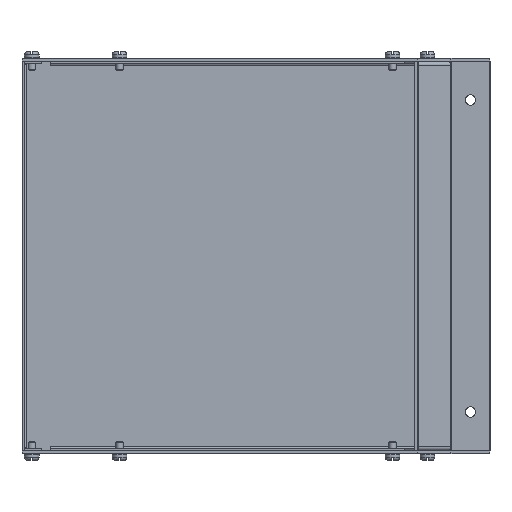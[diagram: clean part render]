
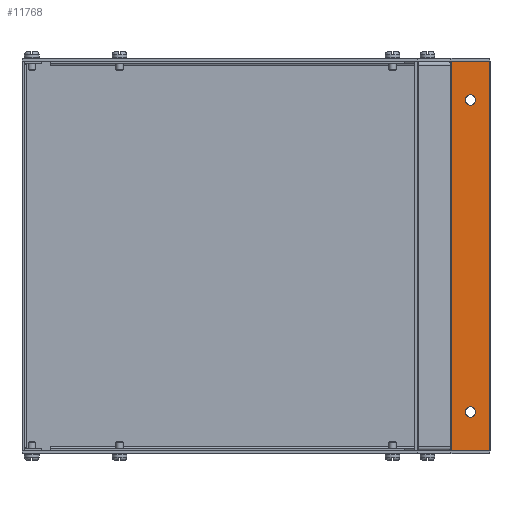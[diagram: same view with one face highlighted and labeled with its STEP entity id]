
A CAD part, front view. The second image highlights one B-rep face of the part: STEP entity #11768.
In plain terms, the highlighted planar face has unit normal (0, -1, 0).
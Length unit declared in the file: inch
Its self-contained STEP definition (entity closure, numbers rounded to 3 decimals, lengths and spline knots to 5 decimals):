
#27 = DIRECTION ( 'NONE',  ( 0., 1., 0. ) ) ;
#242 = CARTESIAN_POINT ( 'NONE',  ( 6.56118, -4.14382, -9. ) ) ;
#312 = EDGE_CURVE ( 'NONE', #10088, #13826, #10258, .T. ) ;
#407 = FACE_BOUND ( 'NONE', #11483, .T. ) ;
#439 = ORIENTED_EDGE ( 'NONE', *, *, #9130, .T. ) ;
#791 = LINE ( 'NONE', #4414, #10933 ) ;
#1307 = CARTESIAN_POINT ( 'NONE',  ( 6.29518, -4.14382, -9. ) ) ;
#1446 = CARTESIAN_POINT ( 'NONE',  ( 6.42818, -4.14382, -1. ) ) ;
#1725 = VECTOR ( 'NONE', #9314, 39.37008 ) ;
#2174 = CARTESIAN_POINT ( 'NONE',  ( 3.72218, -4.14382, -10. ) ) ;
#2282 = DIRECTION ( 'NONE',  ( -1., 0., 0. ) ) ;
#2528 = CARTESIAN_POINT ( 'NONE',  ( 6.42818, -4.14382, -1. ) ) ;
#2990 = VERTEX_POINT ( 'NONE', #3946 ) ;
#3009 = CARTESIAN_POINT ( 'NONE',  ( 6.56118, -4.14382, -1. ) ) ;
#3281 = LINE ( 'NONE', #13156, #4316 ) ;
#3489 = CARTESIAN_POINT ( 'NONE',  ( 6.42818, -4.14382, -9. ) ) ;
#3915 = VERTEX_POINT ( 'NONE', #3009 ) ;
#3946 = CARTESIAN_POINT ( 'NONE',  ( 6.92818, -4.14382, -10. ) ) ;
#4316 = VECTOR ( 'NONE', #13084, 39.37008 ) ;
#4342 = EDGE_LOOP ( 'NONE', ( #13777, #4720, #439, #6904 ) ) ;
#4414 = CARTESIAN_POINT ( 'NONE',  ( 3.72218, -4.14382, 0. ) ) ;
#4518 = EDGE_LOOP ( 'NONE', ( #6671, #5122 ) ) ;
#4557 = DIRECTION ( 'NONE',  ( -1., 0., 0. ) ) ;
#4720 = ORIENTED_EDGE ( 'NONE', *, *, #12492, .T. ) ;
#5122 = ORIENTED_EDGE ( 'NONE', *, *, #6104, .T. ) ;
#5313 = PLANE ( 'NONE',  #13822 ) ;
#5472 = DIRECTION ( 'NONE',  ( -1., 0., 0. ) ) ;
#5994 = CARTESIAN_POINT ( 'NONE',  ( 5.94168, -4.14382, 0. ) ) ;
#6104 = EDGE_CURVE ( 'NONE', #3915, #14027, #14458, .T. ) ;
#6431 = DIRECTION ( 'NONE',  ( -1., 0., 0. ) ) ;
#6671 = ORIENTED_EDGE ( 'NONE', *, *, #13189, .T. ) ;
#6677 = DIRECTION ( 'NONE',  ( 0., -1., 0. ) ) ;
#6904 = ORIENTED_EDGE ( 'NONE', *, *, #8298, .T. ) ;
#6905 = CARTESIAN_POINT ( 'NONE',  ( 5.94168, -4.14382, -10. ) ) ;
#7110 = DIRECTION ( 'NONE',  ( 0., 1., 0. ) ) ;
#7895 = CARTESIAN_POINT ( 'NONE',  ( 3.72218, -4.14382, 0. ) ) ;
#8298 = EDGE_CURVE ( 'NONE', #10138, #9205, #8494, .T. ) ;
#8387 = VECTOR ( 'NONE', #14591, 39.37008 ) ;
#8494 = LINE ( 'NONE', #5994, #8387 ) ;
#9085 = FACE_OUTER_BOUND ( 'NONE', #4342, .T. ) ;
#9130 = EDGE_CURVE ( 'NONE', #10001, #10138, #791, .T. ) ;
#9205 = VERTEX_POINT ( 'NONE', #6905 ) ;
#9314 = DIRECTION ( 'NONE',  ( 1., 0., 0. ) ) ;
#9552 = LINE ( 'NONE', #2174, #1725 ) ;
#9581 = CIRCLE ( 'NONE', #12419, 0.133 ) ;
#9910 = CIRCLE ( 'NONE', #13765, 0.133 ) ;
#10001 = VERTEX_POINT ( 'NONE', #14316 ) ;
#10088 = VERTEX_POINT ( 'NONE', #242 ) ;
#10138 = VERTEX_POINT ( 'NONE', #13585 ) ;
#10258 = CIRCLE ( 'NONE', #15392, 0.133 ) ;
#10675 = DIRECTION ( 'NONE',  ( -1., 0., 0. ) ) ;
#10933 = VECTOR ( 'NONE', #10675, 39.37008 ) ;
#11083 = DIRECTION ( 'NONE',  ( 0., 1., 0. ) ) ;
#11118 = DIRECTION ( 'NONE',  ( -1., 0., 0. ) ) ;
#11121 = AXIS2_PLACEMENT_3D ( 'NONE', #1446, #11083, #6431 ) ;
#11483 = EDGE_LOOP ( 'NONE', ( #14531, #15170 ) ) ;
#11768 = ADVANCED_FACE ( 'NONE', ( #9085, #13989, #407 ), #5313, .T. ) ;
#11800 = EDGE_CURVE ( 'NONE', #9205, #2990, #9552, .T. ) ;
#12419 = AXIS2_PLACEMENT_3D ( 'NONE', #2528, #27, #11118 ) ;
#12492 = EDGE_CURVE ( 'NONE', #2990, #10001, #3281, .T. ) ;
#13084 = DIRECTION ( 'NONE',  ( 0., 0., 1. ) ) ;
#13156 = CARTESIAN_POINT ( 'NONE',  ( 6.92818, -4.14382, 0. ) ) ;
#13189 = EDGE_CURVE ( 'NONE', #14027, #3915, #9581, .T. ) ;
#13585 = CARTESIAN_POINT ( 'NONE',  ( 5.94168, -4.14382, 0. ) ) ;
#13765 = AXIS2_PLACEMENT_3D ( 'NONE', #14423, #14264, #4557 ) ;
#13777 = ORIENTED_EDGE ( 'NONE', *, *, #11800, .T. ) ;
#13822 = AXIS2_PLACEMENT_3D ( 'NONE', #7895, #6677, #5472 ) ;
#13826 = VERTEX_POINT ( 'NONE', #1307 ) ;
#13989 = FACE_BOUND ( 'NONE', #4518, .T. ) ;
#14027 = VERTEX_POINT ( 'NONE', #15031 ) ;
#14264 = DIRECTION ( 'NONE',  ( 0., 1., 0. ) ) ;
#14316 = CARTESIAN_POINT ( 'NONE',  ( 6.92818, -4.14382, 0. ) ) ;
#14423 = CARTESIAN_POINT ( 'NONE',  ( 6.42818, -4.14382, -9. ) ) ;
#14458 = CIRCLE ( 'NONE', #11121, 0.133 ) ;
#14531 = ORIENTED_EDGE ( 'NONE', *, *, #15790, .T. ) ;
#14591 = DIRECTION ( 'NONE',  ( 0., 0., -1. ) ) ;
#15031 = CARTESIAN_POINT ( 'NONE',  ( 6.29518, -4.14382, -1. ) ) ;
#15170 = ORIENTED_EDGE ( 'NONE', *, *, #312, .T. ) ;
#15392 = AXIS2_PLACEMENT_3D ( 'NONE', #3489, #7110, #2282 ) ;
#15790 = EDGE_CURVE ( 'NONE', #13826, #10088, #9910, .T. ) ;
